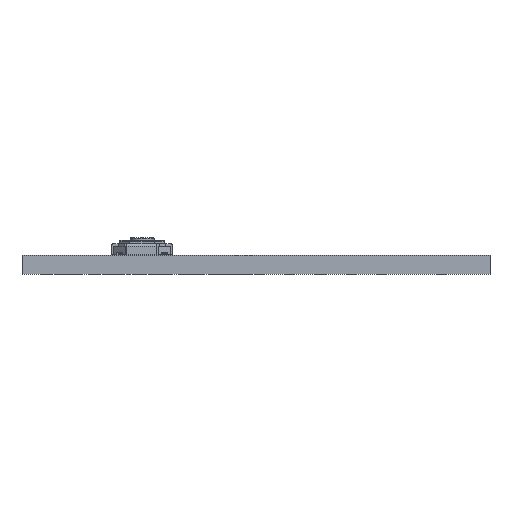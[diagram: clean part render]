
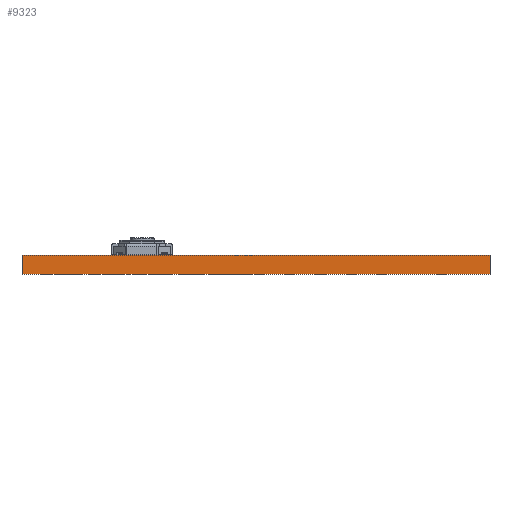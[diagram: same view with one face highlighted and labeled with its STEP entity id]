
A CAD part, front view. The second image highlights one B-rep face of the part: STEP entity #9323.
In plain terms, the highlighted planar face has unit normal (0, -1, 0).
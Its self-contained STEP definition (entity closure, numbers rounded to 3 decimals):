
#9142 = PLANE('',#9143);
#9143 = AXIS2_PLACEMENT_3D('',#9144,#9145,#9146);
#9144 = CARTESIAN_POINT('',(39.,-13.,0.));
#9145 = DIRECTION('',(1.,0.,-0.));
#9146 = DIRECTION('',(0.,-1.,0.));
#9167 = VERTEX_POINT('',#9168);
#9168 = CARTESIAN_POINT('',(39.,-45.,1.6));
#9182 = PLANE('',#9183);
#9183 = AXIS2_PLACEMENT_3D('',#9184,#9185,#9186);
#9184 = CARTESIAN_POINT('',(19.5,-22.5,1.6));
#9185 = DIRECTION('',(-0.,-0.,-1.));
#9186 = DIRECTION('',(-1.,0.,0.));
#9194 = EDGE_CURVE('',#9195,#9167,#9197,.T.);
#9195 = VERTEX_POINT('',#9196);
#9196 = CARTESIAN_POINT('',(39.,-45.,0.));
#9197 = SURFACE_CURVE('',#9198,(#9202,#9209),.PCURVE_S1.);
#9198 = LINE('',#9199,#9200);
#9199 = CARTESIAN_POINT('',(39.,-45.,0.));
#9200 = VECTOR('',#9201,1.);
#9201 = DIRECTION('',(0.,0.,1.));
#9202 = PCURVE('',#9142,#9203);
#9203 = DEFINITIONAL_REPRESENTATION('',(#9204),#9208);
#9204 = LINE('',#9205,#9206);
#9205 = CARTESIAN_POINT('',(32.,0.));
#9206 = VECTOR('',#9207,1.);
#9207 = DIRECTION('',(0.,-1.));
#9208 = ( GEOMETRIC_REPRESENTATION_CONTEXT(2) 
PARAMETRIC_REPRESENTATION_CONTEXT() REPRESENTATION_CONTEXT('2D SPACE',''
  ) );
#9209 = PCURVE('',#9210,#9215);
#9210 = PLANE('',#9211);
#9211 = AXIS2_PLACEMENT_3D('',#9212,#9213,#9214);
#9212 = CARTESIAN_POINT('',(39.,-45.,0.));
#9213 = DIRECTION('',(0.,-1.,0.));
#9214 = DIRECTION('',(-1.,0.,0.));
#9215 = DEFINITIONAL_REPRESENTATION('',(#9216),#9220);
#9216 = LINE('',#9217,#9218);
#9217 = CARTESIAN_POINT('',(0.,-0.));
#9218 = VECTOR('',#9219,1.);
#9219 = DIRECTION('',(0.,-1.));
#9220 = ( GEOMETRIC_REPRESENTATION_CONTEXT(2) 
PARAMETRIC_REPRESENTATION_CONTEXT() REPRESENTATION_CONTEXT('2D SPACE',''
  ) );
#9236 = PLANE('',#9237);
#9237 = AXIS2_PLACEMENT_3D('',#9238,#9239,#9240);
#9238 = CARTESIAN_POINT('',(19.5,-22.5,0.));
#9239 = DIRECTION('',(-0.,-0.,-1.));
#9240 = DIRECTION('',(-1.,0.,0.));
#9323 = ADVANCED_FACE('',(#9324),#9210,.T.);
#9324 = FACE_BOUND('',#9325,.T.);
#9325 = EDGE_LOOP('',(#9326,#9327,#9350,#9378));
#9326 = ORIENTED_EDGE('',*,*,#9194,.T.);
#9327 = ORIENTED_EDGE('',*,*,#9328,.T.);
#9328 = EDGE_CURVE('',#9167,#9329,#9331,.T.);
#9329 = VERTEX_POINT('',#9330);
#9330 = CARTESIAN_POINT('',(0.,-45.,1.6));
#9331 = SURFACE_CURVE('',#9332,(#9336,#9343),.PCURVE_S1.);
#9332 = LINE('',#9333,#9334);
#9333 = CARTESIAN_POINT('',(39.,-45.,1.6));
#9334 = VECTOR('',#9335,1.);
#9335 = DIRECTION('',(-1.,0.,0.));
#9336 = PCURVE('',#9210,#9337);
#9337 = DEFINITIONAL_REPRESENTATION('',(#9338),#9342);
#9338 = LINE('',#9339,#9340);
#9339 = CARTESIAN_POINT('',(0.,-1.6));
#9340 = VECTOR('',#9341,1.);
#9341 = DIRECTION('',(1.,0.));
#9342 = ( GEOMETRIC_REPRESENTATION_CONTEXT(2) 
PARAMETRIC_REPRESENTATION_CONTEXT() REPRESENTATION_CONTEXT('2D SPACE',''
  ) );
#9343 = PCURVE('',#9182,#9344);
#9344 = DEFINITIONAL_REPRESENTATION('',(#9345),#9349);
#9345 = LINE('',#9346,#9347);
#9346 = CARTESIAN_POINT('',(-19.5,-22.5));
#9347 = VECTOR('',#9348,1.);
#9348 = DIRECTION('',(1.,0.));
#9349 = ( GEOMETRIC_REPRESENTATION_CONTEXT(2) 
PARAMETRIC_REPRESENTATION_CONTEXT() REPRESENTATION_CONTEXT('2D SPACE',''
  ) );
#9350 = ORIENTED_EDGE('',*,*,#9351,.F.);
#9351 = EDGE_CURVE('',#9352,#9329,#9354,.T.);
#9352 = VERTEX_POINT('',#9353);
#9353 = CARTESIAN_POINT('',(0.,-45.,0.));
#9354 = SURFACE_CURVE('',#9355,(#9359,#9366),.PCURVE_S1.);
#9355 = LINE('',#9356,#9357);
#9356 = CARTESIAN_POINT('',(0.,-45.,0.));
#9357 = VECTOR('',#9358,1.);
#9358 = DIRECTION('',(0.,0.,1.));
#9359 = PCURVE('',#9210,#9360);
#9360 = DEFINITIONAL_REPRESENTATION('',(#9361),#9365);
#9361 = LINE('',#9362,#9363);
#9362 = CARTESIAN_POINT('',(39.,0.));
#9363 = VECTOR('',#9364,1.);
#9364 = DIRECTION('',(0.,-1.));
#9365 = ( GEOMETRIC_REPRESENTATION_CONTEXT(2) 
PARAMETRIC_REPRESENTATION_CONTEXT() REPRESENTATION_CONTEXT('2D SPACE',''
  ) );
#9366 = PCURVE('',#9367,#9372);
#9367 = PLANE('',#9368);
#9368 = AXIS2_PLACEMENT_3D('',#9369,#9370,#9371);
#9369 = CARTESIAN_POINT('',(0.,-45.,0.));
#9370 = DIRECTION('',(-1.,0.,0.));
#9371 = DIRECTION('',(0.,1.,0.));
#9372 = DEFINITIONAL_REPRESENTATION('',(#9373),#9377);
#9373 = LINE('',#9374,#9375);
#9374 = CARTESIAN_POINT('',(0.,0.));
#9375 = VECTOR('',#9376,1.);
#9376 = DIRECTION('',(0.,-1.));
#9377 = ( GEOMETRIC_REPRESENTATION_CONTEXT(2) 
PARAMETRIC_REPRESENTATION_CONTEXT() REPRESENTATION_CONTEXT('2D SPACE',''
  ) );
#9378 = ORIENTED_EDGE('',*,*,#9379,.F.);
#9379 = EDGE_CURVE('',#9195,#9352,#9380,.T.);
#9380 = SURFACE_CURVE('',#9381,(#9385,#9392),.PCURVE_S1.);
#9381 = LINE('',#9382,#9383);
#9382 = CARTESIAN_POINT('',(39.,-45.,0.));
#9383 = VECTOR('',#9384,1.);
#9384 = DIRECTION('',(-1.,0.,0.));
#9385 = PCURVE('',#9210,#9386);
#9386 = DEFINITIONAL_REPRESENTATION('',(#9387),#9391);
#9387 = LINE('',#9388,#9389);
#9388 = CARTESIAN_POINT('',(0.,-0.));
#9389 = VECTOR('',#9390,1.);
#9390 = DIRECTION('',(1.,0.));
#9391 = ( GEOMETRIC_REPRESENTATION_CONTEXT(2) 
PARAMETRIC_REPRESENTATION_CONTEXT() REPRESENTATION_CONTEXT('2D SPACE',''
  ) );
#9392 = PCURVE('',#9236,#9393);
#9393 = DEFINITIONAL_REPRESENTATION('',(#9394),#9398);
#9394 = LINE('',#9395,#9396);
#9395 = CARTESIAN_POINT('',(-19.5,-22.5));
#9396 = VECTOR('',#9397,1.);
#9397 = DIRECTION('',(1.,0.));
#9398 = ( GEOMETRIC_REPRESENTATION_CONTEXT(2) 
PARAMETRIC_REPRESENTATION_CONTEXT() REPRESENTATION_CONTEXT('2D SPACE',''
  ) );
